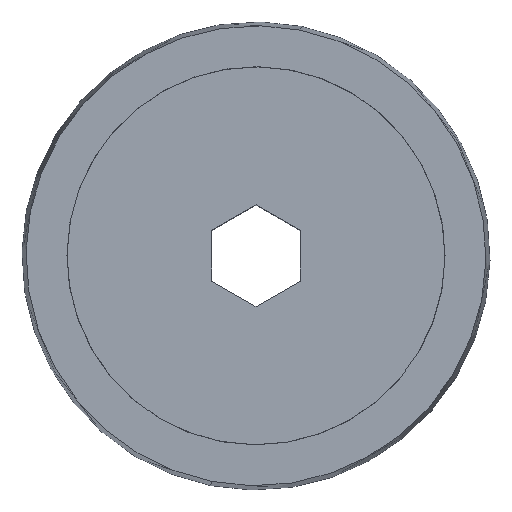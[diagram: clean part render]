
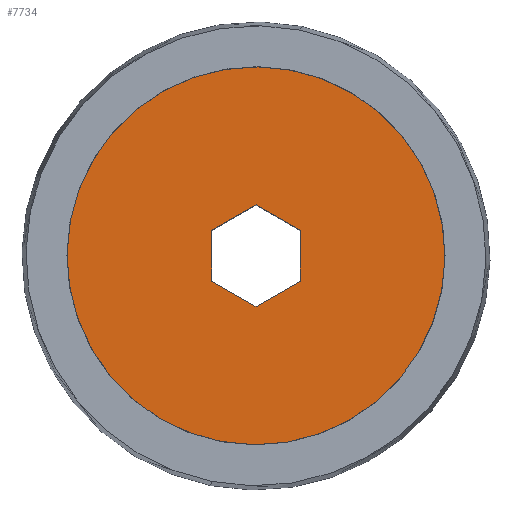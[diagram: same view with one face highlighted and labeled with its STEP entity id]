
A CAD part, top view. The second image highlights one B-rep face of the part: STEP entity #7734.
In plain terms, the highlighted planar face has unit normal (0, 0, 1).
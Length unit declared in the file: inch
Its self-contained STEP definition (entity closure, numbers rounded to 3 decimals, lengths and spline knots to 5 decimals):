
#83 = DIRECTION ( 'NONE',  ( 0.866, 0.5, 0. ) ) ;
#179 = EDGE_LOOP ( 'NONE', ( #4959, #1917 ) ) ;
#196 = DIRECTION ( 'NONE',  ( 0., 1., 0. ) ) ;
#399 = FACE_OUTER_BOUND ( 'NONE', #179, .T. ) ;
#532 = CARTESIAN_POINT ( 'NONE',  ( 0., -0.21708, 0.5 ) ) ;
#681 = ORIENTED_EDGE ( 'NONE', *, *, #6958, .T. ) ;
#714 = ORIENTED_EDGE ( 'NONE', *, *, #4682, .T. ) ;
#797 = AXIS2_PLACEMENT_3D ( 'NONE', #3438, #2858, #7724 ) ;
#942 = DIRECTION ( 'NONE',  ( 0.866, -0.5, 0. ) ) ;
#1047 = DIRECTION ( 'NONE',  ( 1., 0., 0. ) ) ;
#1052 = VECTOR ( 'NONE', #83, 39.37008 ) ;
#1239 = AXIS2_PLACEMENT_3D ( 'NONE', #1541, #3352, #1503 ) ;
#1423 = VECTOR ( 'NONE', #7212, 39.37008 ) ;
#1503 = DIRECTION ( 'NONE',  ( 1., 0., 0. ) ) ;
#1541 = CARTESIAN_POINT ( 'NONE',  ( 0., 0., 0.5 ) ) ;
#1629 = FACE_BOUND ( 'NONE', #4727, .T. ) ;
#1696 = LINE ( 'NONE', #4704, #2990 ) ;
#1721 = VERTEX_POINT ( 'NONE', #5008 ) ;
#1786 = VERTEX_POINT ( 'NONE', #3451 ) ;
#1917 = ORIENTED_EDGE ( 'NONE', *, *, #3854, .F. ) ;
#2094 = LINE ( 'NONE', #4513, #4767 ) ;
#2152 = VERTEX_POINT ( 'NONE', #5232 ) ;
#2421 = LINE ( 'NONE', #6017, #1423 ) ;
#2580 = VERTEX_POINT ( 'NONE', #6702 ) ;
#2651 = ORIENTED_EDGE ( 'NONE', *, *, #3998, .T. ) ;
#2713 = VERTEX_POINT ( 'NONE', #2747 ) ;
#2729 = LINE ( 'NONE', #6399, #6997 ) ;
#2747 = CARTESIAN_POINT ( 'NONE',  ( -0.80754, 0., 0.5 ) ) ;
#2762 = VERTEX_POINT ( 'NONE', #3887 ) ;
#2858 = DIRECTION ( 'NONE',  ( 0., 0., 1. ) ) ;
#2908 = DIRECTION ( 'NONE',  ( 0., 0., -1. ) ) ;
#2990 = VECTOR ( 'NONE', #3465, 39.37008 ) ;
#3031 = EDGE_CURVE ( 'NONE', #2713, #1721, #4536, .T. ) ;
#3352 = DIRECTION ( 'NONE',  ( 0., 0., -1. ) ) ;
#3438 = CARTESIAN_POINT ( 'NONE',  ( 0., 0.1, 0.5 ) ) ;
#3451 = CARTESIAN_POINT ( 'NONE',  ( 0.188, 0.10854, 0.5 ) ) ;
#3465 = DIRECTION ( 'NONE',  ( -0.866, -0.5, 0. ) ) ;
#3480 = PLANE ( 'NONE',  #797 ) ;
#3601 = ORIENTED_EDGE ( 'NONE', *, *, #7476, .T. ) ;
#3690 = CARTESIAN_POINT ( 'NONE',  ( 0.188, -0.10854, 0.5 ) ) ;
#3854 = EDGE_CURVE ( 'NONE', #1721, #2713, #4973, .T. ) ;
#3887 = CARTESIAN_POINT ( 'NONE',  ( -0.188, -0.10854, 0.5 ) ) ;
#3998 = EDGE_CURVE ( 'NONE', #2762, #2580, #5533, .T. ) ;
#4513 = CARTESIAN_POINT ( 'NONE',  ( 0.188, 0.10854, 0.5 ) ) ;
#4530 = VECTOR ( 'NONE', #196, 39.37008 ) ;
#4536 = CIRCLE ( 'NONE', #1239, 0.80754 ) ;
#4604 = AXIS2_PLACEMENT_3D ( 'NONE', #4732, #2908, #1047 ) ;
#4682 = EDGE_CURVE ( 'NONE', #6132, #5077, #1696, .T. ) ;
#4704 = CARTESIAN_POINT ( 'NONE',  ( 0.188, -0.10854, 0.5 ) ) ;
#4727 = EDGE_LOOP ( 'NONE', ( #2651, #3601, #681, #7209, #714, #7463 ) ) ;
#4732 = CARTESIAN_POINT ( 'NONE',  ( 0., 0., 0.5 ) ) ;
#4767 = VECTOR ( 'NONE', #6929, 39.37008 ) ;
#4917 = LINE ( 'NONE', #6051, #1052 ) ;
#4959 = ORIENTED_EDGE ( 'NONE', *, *, #3031, .F. ) ;
#4973 = CIRCLE ( 'NONE', #4604, 0.80754 ) ;
#5008 = CARTESIAN_POINT ( 'NONE',  ( 0.80754, 0., 0.5 ) ) ;
#5077 = VERTEX_POINT ( 'NONE', #532 ) ;
#5232 = CARTESIAN_POINT ( 'NONE',  ( 0., 0.21708, 0.5 ) ) ;
#5533 = LINE ( 'NONE', #5649, #4530 ) ;
#5649 = CARTESIAN_POINT ( 'NONE',  ( -0.188, -0.10854, 0.5 ) ) ;
#5733 = EDGE_CURVE ( 'NONE', #1786, #6132, #2094, .T. ) ;
#6017 = CARTESIAN_POINT ( 'NONE',  ( 0., -0.21708, 0.5 ) ) ;
#6051 = CARTESIAN_POINT ( 'NONE',  ( -0.188, 0.10854, 0.5 ) ) ;
#6132 = VERTEX_POINT ( 'NONE', #3690 ) ;
#6399 = CARTESIAN_POINT ( 'NONE',  ( 0., 0.21708, 0.5 ) ) ;
#6702 = CARTESIAN_POINT ( 'NONE',  ( -0.188, 0.10854, 0.5 ) ) ;
#6929 = DIRECTION ( 'NONE',  ( 0., -1., 0. ) ) ;
#6958 = EDGE_CURVE ( 'NONE', #2152, #1786, #2729, .T. ) ;
#6997 = VECTOR ( 'NONE', #942, 39.37008 ) ;
#7209 = ORIENTED_EDGE ( 'NONE', *, *, #5733, .T. ) ;
#7212 = DIRECTION ( 'NONE',  ( -0.866, 0.5, 0. ) ) ;
#7439 = EDGE_CURVE ( 'NONE', #5077, #2762, #2421, .T. ) ;
#7463 = ORIENTED_EDGE ( 'NONE', *, *, #7439, .T. ) ;
#7476 = EDGE_CURVE ( 'NONE', #2580, #2152, #4917, .T. ) ;
#7724 = DIRECTION ( 'NONE',  ( 1., 0., 0. ) ) ;
#7734 = ADVANCED_FACE ( 'NONE', ( #1629, #399 ), #3480, .T. ) ;
